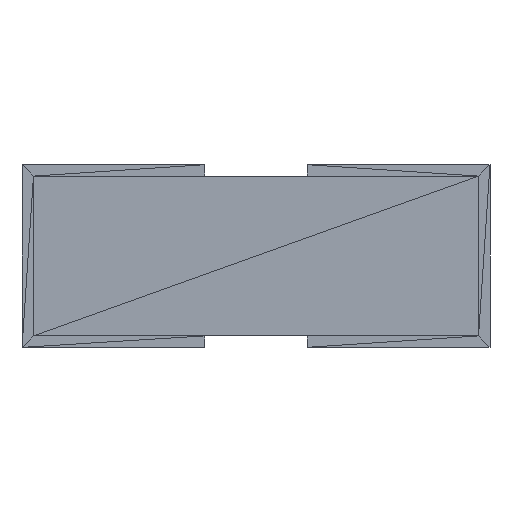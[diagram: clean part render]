
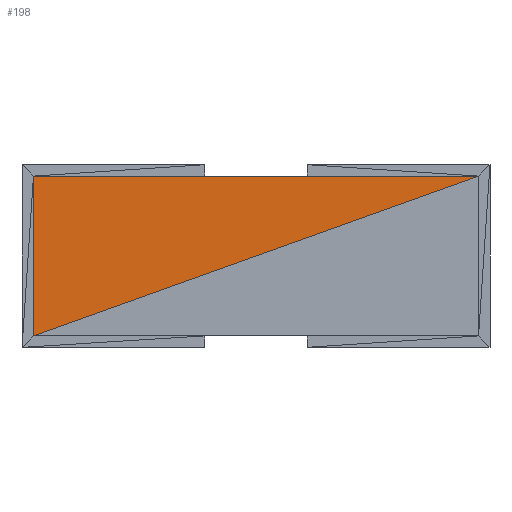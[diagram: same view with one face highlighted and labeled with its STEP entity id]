
A CAD part, front view. The second image highlights one B-rep face of the part: STEP entity #198.
In plain terms, the highlighted planar face has unit normal (0, -1, 0).
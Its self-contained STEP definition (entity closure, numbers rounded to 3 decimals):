
#198=ADVANCED_FACE('',(#199),#225,.F.);
#199=FACE_OUTER_BOUND('',#200,.T.);
#200=EDGE_LOOP('',(#201,#203,#205));
#201=ORIENTED_EDGE('',*,*,#202,.T.);
#202=EDGE_CURVE('',#207,#209,#211,.T.);
#203=ORIENTED_EDGE('',*,*,#204,.T.);
#204=EDGE_CURVE('',#209,#215,#217,.T.);
#205=ORIENTED_EDGE('',*,*,#206,.T.);
#206=EDGE_CURVE('',#215,#207,#221,.T.);
#207=VERTEX_POINT('',#208);
#208=CARTESIAN_POINT('',(-0.495,-0.305,0.025));
#209=VERTEX_POINT('',#210);
#210=CARTESIAN_POINT('',(-0.495,-0.305,0.381));
#211=LINE('',#212,#213);
#212=CARTESIAN_POINT('',(-0.495,-0.305,0.025));
#213=VECTOR('',#214,1.0);
#214=DIRECTION('',(0.0,0.0,-1.0));
#215=VERTEX_POINT('',#216);
#216=CARTESIAN_POINT('',(0.495,-0.305,0.381));
#217=LINE('',#218,#219);
#218=CARTESIAN_POINT('',(-0.495,-0.305,0.381));
#219=VECTOR('',#220,1.0);
#220=DIRECTION('',(-1.0,0.0,0.0));
#221=LINE('',#222,#223);
#222=CARTESIAN_POINT('',(0.495,-0.305,0.381));
#223=VECTOR('',#224,1.0);
#224=DIRECTION('',(0.941,0.0,0.338));
#225=PLANE('',#226);
#226=AXIS2_PLACEMENT_3D('',#227,#228,#229);
#227=CARTESIAN_POINT('',(-0.495,-0.305,0.381));
#228=DIRECTION('',(0.0,1.0,0.0));
#229=DIRECTION('',(-0.941,0.0,-0.338));
